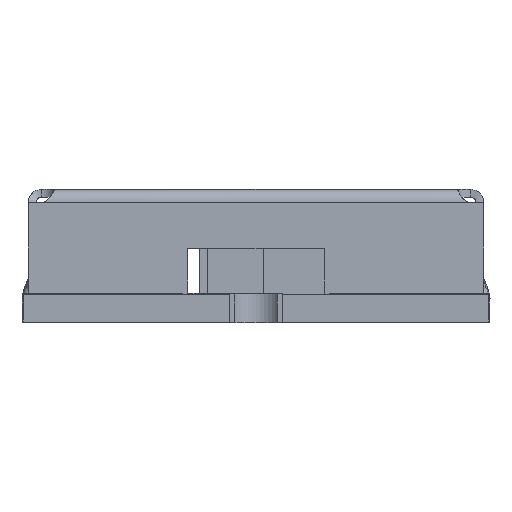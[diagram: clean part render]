
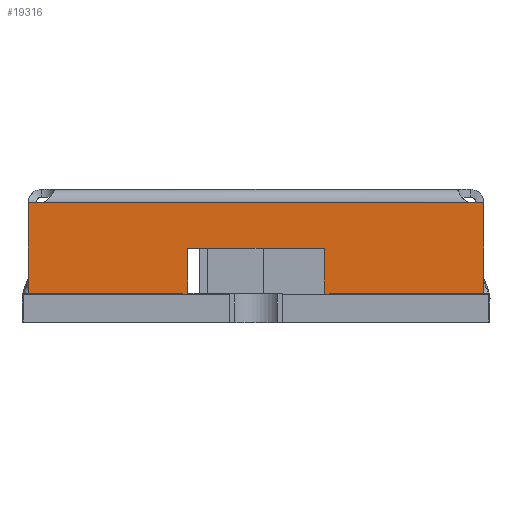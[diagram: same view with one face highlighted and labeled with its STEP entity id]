
A CAD part, left-side view. The second image highlights one B-rep face of the part: STEP entity #19316.
In plain terms, the highlighted planar face has unit normal (-1, 0, 0).
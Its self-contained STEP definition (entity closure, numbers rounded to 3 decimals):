
#339 = DIRECTION ( 'NONE',  ( 0., 0., 1. ) ) ;
#683 = LINE ( 'NONE', #7118, #13319 ) ;
#751 = FACE_OUTER_BOUND ( 'NONE', #4412, .T. ) ;
#831 = CARTESIAN_POINT ( 'NONE',  ( -4.345, -4.345, 0.555 ) ) ;
#837 = EDGE_CURVE ( 'NONE', #1132, #4601, #11880, .T. ) ;
#1132 = VERTEX_POINT ( 'NONE', #1496 ) ;
#1210 = LINE ( 'NONE', #17002, #12989 ) ;
#1269 = CARTESIAN_POINT ( 'NONE',  ( -4.345, 1.3, 1.415 ) ) ;
#1398 = VECTOR ( 'NONE', #15243, 1000. ) ;
#1402 = EDGE_CURVE ( 'NONE', #5712, #6399, #5893, .T. ) ;
#1411 = CARTESIAN_POINT ( 'NONE',  ( -4.345, -4.345, 2.29 ) ) ;
#1468 = VECTOR ( 'NONE', #2285, 1000. ) ;
#1496 = CARTESIAN_POINT ( 'NONE',  ( -4.345, 1.3, 1.415 ) ) ;
#1602 = VERTEX_POINT ( 'NONE', #8909 ) ;
#1777 = VERTEX_POINT ( 'NONE', #1411 ) ;
#1951 = CARTESIAN_POINT ( 'NONE',  ( -4.345, -1.395, 0.555 ) ) ;
#2285 = DIRECTION ( 'NONE',  ( 0., 0., -1. ) ) ;
#2415 = EDGE_CURVE ( 'NONE', #15295, #1777, #8833, .T. ) ;
#2979 = EDGE_CURVE ( 'NONE', #6598, #16717, #5192, .T. ) ;
#3194 = CARTESIAN_POINT ( 'NONE',  ( -4.345, 1.395, 6.636 ) ) ;
#3291 = EDGE_CURVE ( 'NONE', #17557, #8169, #12376, .T. ) ;
#3449 = CARTESIAN_POINT ( 'NONE',  ( -4.345, 1.3, 0.54 ) ) ;
#3608 = CARTESIAN_POINT ( 'NONE',  ( -4.345, 1.395, 0.54 ) ) ;
#4122 = ORIENTED_EDGE ( 'NONE', *, *, #12065, .T. ) ;
#4412 = EDGE_LOOP ( 'NONE', ( #9930, #14635, #6144, #20458, #11239, #14868, #13746, #15044, #15564, #15981, #10626, #14433, #4122, #12219 ) ) ;
#4493 = DIRECTION ( 'NONE',  ( 0., 1., 0. ) ) ;
#4576 = CARTESIAN_POINT ( 'NONE',  ( -4.345, 4.345, 2.29 ) ) ;
#4601 = VERTEX_POINT ( 'NONE', #17747 ) ;
#4672 = CARTESIAN_POINT ( 'NONE',  ( -4.345, 0., 0.54 ) ) ;
#4882 = EDGE_CURVE ( 'NONE', #1777, #14196, #13093, .T. ) ;
#5192 = LINE ( 'NONE', #17620, #18585 ) ;
#5329 = LINE ( 'NONE', #18396, #1468 ) ;
#5525 = DIRECTION ( 'NONE',  ( 0., 1., 0. ) ) ;
#5539 = EDGE_CURVE ( 'NONE', #1602, #6399, #683, .T. ) ;
#5712 = VERTEX_POINT ( 'NONE', #6756 ) ;
#5844 = CARTESIAN_POINT ( 'NONE',  ( -4.345, -4.345, 0.555 ) ) ;
#5893 = LINE ( 'NONE', #10777, #7181 ) ;
#6144 = ORIENTED_EDGE ( 'NONE', *, *, #3291, .T. ) ;
#6372 = CARTESIAN_POINT ( 'NONE',  ( -4.345, 3.362, 0.555 ) ) ;
#6399 = VERTEX_POINT ( 'NONE', #4576 ) ;
#6598 = VERTEX_POINT ( 'NONE', #10802 ) ;
#6756 = CARTESIAN_POINT ( 'NONE',  ( -4.345, 4.345, 0.555 ) ) ;
#7118 = CARTESIAN_POINT ( 'NONE',  ( -4.345, 0., 2.29 ) ) ;
#7132 = CARTESIAN_POINT ( 'NONE',  ( -4.345, -4.345, 2.29 ) ) ;
#7181 = VECTOR ( 'NONE', #12642, 1000. ) ;
#7191 = DIRECTION ( 'NONE',  ( 0., 0., 1. ) ) ;
#7295 = B_SPLINE_CURVE_WITH_KNOTS ( 'NONE', 3,
 ( #10070, #14380, #6372, #18587 ),
 .UNSPECIFIED., .F., .F.,
 ( 4, 4 ),
 ( 0., 1. ),
 .UNSPECIFIED. ) ;
#7347 = CARTESIAN_POINT ( 'NONE',  ( -4.345, 1.395, 0.555 ) ) ;
#7514 = B_SPLINE_CURVE_WITH_KNOTS ( 'NONE', 3,
 ( #831, #15066, #13482, #18552 ),
 .UNSPECIFIED., .F., .F.,
 ( 4, 4 ),
 ( 0., 1. ),
 .UNSPECIFIED. ) ;
#7606 = LINE ( 'NONE', #1269, #13062 ) ;
#8169 = VERTEX_POINT ( 'NONE', #3608 ) ;
#8660 = VECTOR ( 'NONE', #14473, 1000. ) ;
#8833 = LINE ( 'NONE', #7132, #1398 ) ;
#8880 = PLANE ( 'NONE',  #20820 ) ;
#8909 = CARTESIAN_POINT ( 'NONE',  ( -4.345, 4.095, 2.29 ) ) ;
#9542 = DIRECTION ( 'NONE',  ( 0., -1., 0. ) ) ;
#9930 = ORIENTED_EDGE ( 'NONE', *, *, #1402, .F. ) ;
#10070 = CARTESIAN_POINT ( 'NONE',  ( -4.345, 1.395, 0.555 ) ) ;
#10258 = DIRECTION ( 'NONE',  ( 0., 0., -1. ) ) ;
#10581 = CARTESIAN_POINT ( 'NONE',  ( -4.345, 0., 6.636 ) ) ;
#10609 = CARTESIAN_POINT ( 'NONE',  ( -4.345, -1.3, 0.54 ) ) ;
#10626 = ORIENTED_EDGE ( 'NONE', *, *, #4882, .F. ) ;
#10777 = CARTESIAN_POINT ( 'NONE',  ( -4.345, 4.345, 2.29 ) ) ;
#10802 = CARTESIAN_POINT ( 'NONE',  ( -4.345, -1.395, 0.54 ) ) ;
#10928 = CARTESIAN_POINT ( 'NONE',  ( -4.345, -1.3, 1.415 ) ) ;
#10991 = DIRECTION ( 'NONE',  ( 0., 0., 1. ) ) ;
#11239 = ORIENTED_EDGE ( 'NONE', *, *, #20660, .T. ) ;
#11440 = VECTOR ( 'NONE', #12530, 1000. ) ;
#11880 = LINE ( 'NONE', #10928, #14756 ) ;
#12065 = EDGE_CURVE ( 'NONE', #15295, #1602, #1210, .T. ) ;
#12167 = VERTEX_POINT ( 'NONE', #3449 ) ;
#12219 = ORIENTED_EDGE ( 'NONE', *, *, #5539, .T. ) ;
#12376 = LINE ( 'NONE', #3194, #8660 ) ;
#12530 = DIRECTION ( 'NONE',  ( 0., -1., 0. ) ) ;
#12642 = DIRECTION ( 'NONE',  ( 0., 0., 1. ) ) ;
#12910 = EDGE_CURVE ( 'NONE', #14196, #16717, #7514, .T. ) ;
#12989 = VECTOR ( 'NONE', #4493, 1000. ) ;
#13062 = VECTOR ( 'NONE', #10991, 1000. ) ;
#13093 = LINE ( 'NONE', #18146, #18011 ) ;
#13319 = VECTOR ( 'NONE', #5525, 1000. ) ;
#13482 = CARTESIAN_POINT ( 'NONE',  ( -4.345, -2.378, 0.555 ) ) ;
#13746 = ORIENTED_EDGE ( 'NONE', *, *, #13915, .T. ) ;
#13915 = EDGE_CURVE ( 'NONE', #4601, #15652, #5329, .T. ) ;
#13949 = DIRECTION ( 'NONE',  ( 0., -1., 0. ) ) ;
#14099 = CARTESIAN_POINT ( 'NONE',  ( -4.345, 0., 0.54 ) ) ;
#14196 = VERTEX_POINT ( 'NONE', #5844 ) ;
#14380 = CARTESIAN_POINT ( 'NONE',  ( -4.345, 2.378, 0.555 ) ) ;
#14433 = ORIENTED_EDGE ( 'NONE', *, *, #2415, .F. ) ;
#14473 = DIRECTION ( 'NONE',  ( 0., 0., -1. ) ) ;
#14635 = ORIENTED_EDGE ( 'NONE', *, *, #16832, .F. ) ;
#14756 = VECTOR ( 'NONE', #13949, 1000. ) ;
#14868 = ORIENTED_EDGE ( 'NONE', *, *, #837, .T. ) ;
#15044 = ORIENTED_EDGE ( 'NONE', *, *, #19057, .T. ) ;
#15066 = CARTESIAN_POINT ( 'NONE',  ( -4.345, -3.362, 0.555 ) ) ;
#15243 = DIRECTION ( 'NONE',  ( 0., -1., 0. ) ) ;
#15295 = VERTEX_POINT ( 'NONE', #18828 ) ;
#15564 = ORIENTED_EDGE ( 'NONE', *, *, #2979, .T. ) ;
#15652 = VERTEX_POINT ( 'NONE', #10609 ) ;
#15889 = LINE ( 'NONE', #14099, #11440 ) ;
#15981 = ORIENTED_EDGE ( 'NONE', *, *, #12910, .F. ) ;
#16131 = VECTOR ( 'NONE', #9542, 1000. ) ;
#16717 = VERTEX_POINT ( 'NONE', #1951 ) ;
#16832 = EDGE_CURVE ( 'NONE', #17557, #5712, #7295, .T. ) ;
#16957 = DIRECTION ( 'NONE',  ( -1., 0., 0. ) ) ;
#17002 = CARTESIAN_POINT ( 'NONE',  ( -4.345, 0., 2.29 ) ) ;
#17557 = VERTEX_POINT ( 'NONE', #7347 ) ;
#17620 = CARTESIAN_POINT ( 'NONE',  ( -4.345, -1.395, 6.636 ) ) ;
#17747 = CARTESIAN_POINT ( 'NONE',  ( -4.345, -1.3, 1.415 ) ) ;
#18011 = VECTOR ( 'NONE', #10258, 1000. ) ;
#18146 = CARTESIAN_POINT ( 'NONE',  ( -4.345, -4.345, 0.54 ) ) ;
#18396 = CARTESIAN_POINT ( 'NONE',  ( -4.345, -1.3, 0. ) ) ;
#18552 = CARTESIAN_POINT ( 'NONE',  ( -4.345, -1.395, 0.555 ) ) ;
#18585 = VECTOR ( 'NONE', #339, 1000. ) ;
#18587 = CARTESIAN_POINT ( 'NONE',  ( -4.345, 4.345, 0.555 ) ) ;
#18595 = EDGE_CURVE ( 'NONE', #8169, #12167, #15889, .T. ) ;
#18828 = CARTESIAN_POINT ( 'NONE',  ( -4.345, -4.095, 2.29 ) ) ;
#19057 = EDGE_CURVE ( 'NONE', #15652, #6598, #19107, .T. ) ;
#19107 = LINE ( 'NONE', #4672, #16131 ) ;
#19316 = ADVANCED_FACE ( 'NONE', ( #751 ), #8880, .T. ) ;
#20458 = ORIENTED_EDGE ( 'NONE', *, *, #18595, .T. ) ;
#20660 = EDGE_CURVE ( 'NONE', #12167, #1132, #7606, .T. ) ;
#20820 = AXIS2_PLACEMENT_3D ( 'NONE', #10581, #16957, #7191 ) ;
